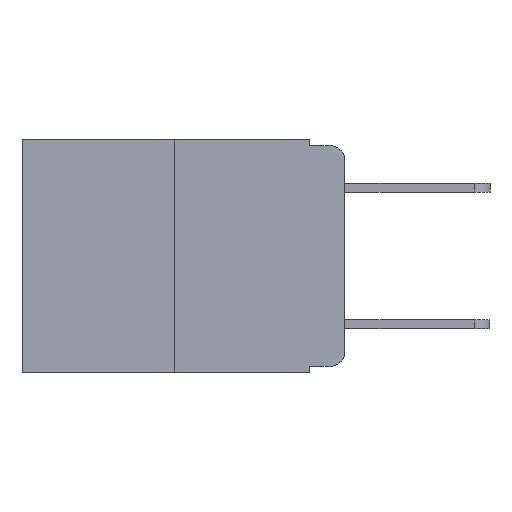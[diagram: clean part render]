
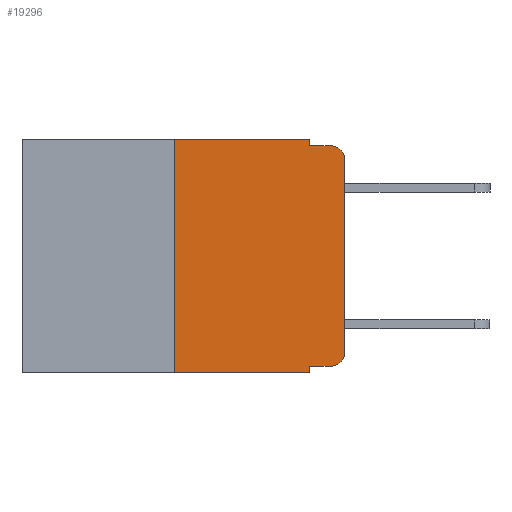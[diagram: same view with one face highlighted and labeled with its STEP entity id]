
A CAD part, left-side view. The second image highlights one B-rep face of the part: STEP entity #19296.
In plain terms, the highlighted planar face has unit normal (-1, 0, 0).
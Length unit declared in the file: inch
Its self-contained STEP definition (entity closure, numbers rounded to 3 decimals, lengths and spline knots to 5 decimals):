
#1132 = CARTESIAN_POINT ( 'NONE',  ( 0., 0.473, 0. ) ) ;
#1571 = CARTESIAN_POINT ( 'NONE',  ( 0., 0.02, -0.03 ) ) ;
#2008 = LINE ( 'NONE', #2306, #21359 ) ;
#2152 = ORIENTED_EDGE ( 'NONE', *, *, #20360, .T. ) ;
#2306 = CARTESIAN_POINT ( 'NONE',  ( 0., 0.473, -0.343 ) ) ;
#2382 = DIRECTION ( 'NONE',  ( 0., 0., -1. ) ) ;
#2546 = DIRECTION ( 'NONE',  ( 0., 0., 1. ) ) ;
#2887 = LINE ( 'NONE', #19058, #7336 ) ;
#3002 = VERTEX_POINT ( 'NONE', #14432 ) ;
#3068 = DIRECTION ( 'NONE',  ( 0., -1., 0. ) ) ;
#3313 = ORIENTED_EDGE ( 'NONE', *, *, #13456, .F. ) ;
#3496 = DIRECTION ( 'NONE',  ( 0., 0., -1. ) ) ;
#4231 = VERTEX_POINT ( 'NONE', #22329 ) ;
#4415 = VERTEX_POINT ( 'NONE', #11673 ) ;
#5275 = LINE ( 'NONE', #11956, #14668 ) ;
#5362 = CIRCLE ( 'NONE', #22444, 0.02 ) ;
#5420 = CARTESIAN_POINT ( 'NONE',  ( 0., 0.02, -0.313 ) ) ;
#5670 = CARTESIAN_POINT ( 'NONE',  ( 0., 0., -0.03 ) ) ;
#5948 = ORIENTED_EDGE ( 'NONE', *, *, #10883, .T. ) ;
#6172 = LINE ( 'NONE', #14438, #20483 ) ;
#6652 = ORIENTED_EDGE ( 'NONE', *, *, #7213, .F. ) ;
#6986 = DIRECTION ( 'NONE',  ( 0., -1., 0. ) ) ;
#7213 = EDGE_CURVE ( 'NONE', #9868, #4231, #17646, .T. ) ;
#7251 = ORIENTED_EDGE ( 'NONE', *, *, #7905, .F. ) ;
#7317 = DIRECTION ( 'NONE',  ( 0., 0., -1. ) ) ;
#7336 = VECTOR ( 'NONE', #17273, 39.37008 ) ;
#7491 = ORIENTED_EDGE ( 'NONE', *, *, #16285, .T. ) ;
#7528 = CIRCLE ( 'NONE', #12854, 0.02 ) ;
#7905 = EDGE_CURVE ( 'NONE', #3002, #9868, #12929, .T. ) ;
#8423 = EDGE_CURVE ( 'NONE', #13991, #9049, #6172, .T. ) ;
#8709 = PLANE ( 'NONE',  #23244 ) ;
#9049 = VERTEX_POINT ( 'NONE', #24257 ) ;
#9570 = ORIENTED_EDGE ( 'NONE', *, *, #11683, .F. ) ;
#9868 = VERTEX_POINT ( 'NONE', #22820 ) ;
#10601 = DIRECTION ( 'NONE',  ( 1., 0., 0. ) ) ;
#10883 = EDGE_CURVE ( 'NONE', #17718, #21082, #5362, .T. ) ;
#11619 = EDGE_LOOP ( 'NONE', ( #2152, #5948, #19602, #9570, #6652, #7251, #19961, #3313, #21103, #7491 ) ) ;
#11673 = CARTESIAN_POINT ( 'NONE',  ( 0., 0., -0.313 ) ) ;
#11683 = EDGE_CURVE ( 'NONE', #4231, #11749, #21965, .T. ) ;
#11749 = VERTEX_POINT ( 'NONE', #21301 ) ;
#11956 = CARTESIAN_POINT ( 'NONE',  ( 0., 0., 0. ) ) ;
#12353 = VECTOR ( 'NONE', #16409, 39.37008 ) ;
#12643 = CARTESIAN_POINT ( 'NONE',  ( 0., 0.25, 0. ) ) ;
#12650 = VECTOR ( 'NONE', #2382, 39.37008 ) ;
#12854 = AXIS2_PLACEMENT_3D ( 'NONE', #5420, #18522, #7317 ) ;
#12929 = LINE ( 'NONE', #12643, #12353 ) ;
#12938 = LINE ( 'NONE', #20398, #22254 ) ;
#13456 = EDGE_CURVE ( 'NONE', #13991, #14624, #2887, .T. ) ;
#13665 = CARTESIAN_POINT ( 'NONE',  ( 0., 0.051, 0. ) ) ;
#13991 = VERTEX_POINT ( 'NONE', #16919 ) ;
#14432 = CARTESIAN_POINT ( 'NONE',  ( 0., 0.25, -0.343 ) ) ;
#14436 = FACE_OUTER_BOUND ( 'NONE', #11619, .T. ) ;
#14438 = CARTESIAN_POINT ( 'NONE',  ( 0., 0.051, -0.333 ) ) ;
#14624 = VERTEX_POINT ( 'NONE', #16893 ) ;
#14668 = VECTOR ( 'NONE', #2546, 39.37008 ) ;
#14756 = DIRECTION ( 'NONE',  ( -1., 0., 0. ) ) ;
#16285 = EDGE_CURVE ( 'NONE', #9049, #4415, #7528, .T. ) ;
#16409 = DIRECTION ( 'NONE',  ( 0., 0., 1. ) ) ;
#16893 = CARTESIAN_POINT ( 'NONE',  ( 0., 0.051, -0.343 ) ) ;
#16919 = CARTESIAN_POINT ( 'NONE',  ( 0., 0.051, -0.333 ) ) ;
#17273 = DIRECTION ( 'NONE',  ( 0., 0., -1. ) ) ;
#17342 = DIRECTION ( 'NONE',  ( 0., -1., 0. ) ) ;
#17646 = LINE ( 'NONE', #1132, #21986 ) ;
#17718 = VERTEX_POINT ( 'NONE', #5670 ) ;
#18522 = DIRECTION ( 'NONE',  ( -1., 0., 0. ) ) ;
#18868 = EDGE_CURVE ( 'NONE', #11749, #21082, #12938, .T. ) ;
#19058 = CARTESIAN_POINT ( 'NONE',  ( 0., 0.051, 0. ) ) ;
#19296 = ADVANCED_FACE ( 'NONE', ( #14436 ), #8709, .F. ) ;
#19602 = ORIENTED_EDGE ( 'NONE', *, *, #18868, .F. ) ;
#19961 = ORIENTED_EDGE ( 'NONE', *, *, #20293, .T. ) ;
#20293 = EDGE_CURVE ( 'NONE', #3002, #14624, #2008, .T. ) ;
#20360 = EDGE_CURVE ( 'NONE', #4415, #17718, #5275, .T. ) ;
#20398 = CARTESIAN_POINT ( 'NONE',  ( 0., 0.051, -0.01 ) ) ;
#20483 = VECTOR ( 'NONE', #6986, 39.37008 ) ;
#21082 = VERTEX_POINT ( 'NONE', #23627 ) ;
#21103 = ORIENTED_EDGE ( 'NONE', *, *, #8423, .T. ) ;
#21301 = CARTESIAN_POINT ( 'NONE',  ( 0., 0.051, -0.01 ) ) ;
#21359 = VECTOR ( 'NONE', #17342, 39.37008 ) ;
#21755 = CARTESIAN_POINT ( 'NONE',  ( 0., 0.473, 0. ) ) ;
#21965 = LINE ( 'NONE', #13665, #12650 ) ;
#21986 = VECTOR ( 'NONE', #3068, 39.37008 ) ;
#22254 = VECTOR ( 'NONE', #22261, 39.37008 ) ;
#22261 = DIRECTION ( 'NONE',  ( 0., -1., 0. ) ) ;
#22329 = CARTESIAN_POINT ( 'NONE',  ( 0., 0.051, 0. ) ) ;
#22444 = AXIS2_PLACEMENT_3D ( 'NONE', #1571, #14756, #3496 ) ;
#22820 = CARTESIAN_POINT ( 'NONE',  ( 0., 0.25, 0. ) ) ;
#23244 = AXIS2_PLACEMENT_3D ( 'NONE', #21755, #10601, #23615 ) ;
#23615 = DIRECTION ( 'NONE',  ( 0., 0., -1. ) ) ;
#23627 = CARTESIAN_POINT ( 'NONE',  ( 0., 0.02, -0.01 ) ) ;
#24257 = CARTESIAN_POINT ( 'NONE',  ( 0., 0.02, -0.333 ) ) ;
